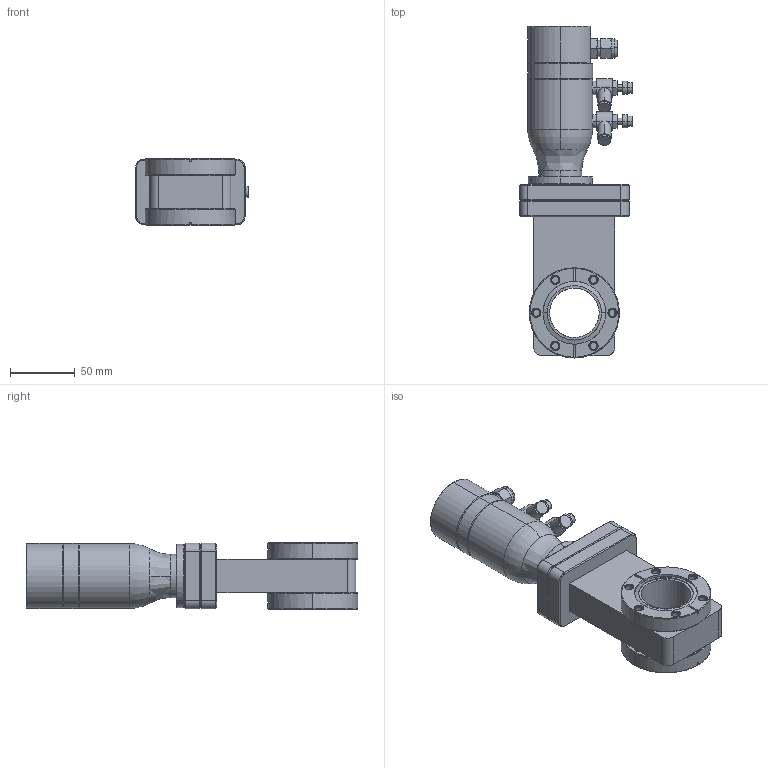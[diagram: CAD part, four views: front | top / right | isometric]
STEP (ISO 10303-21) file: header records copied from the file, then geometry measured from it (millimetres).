
FILE_DESCRIPTION (( 'STEP AP214' ), '1' );
FILE_NAME ('GVMP-S04642.STEP', '2022-09-16T20:03:38', ( '' ), ( '' ), 'SwSTEP 2.0', 'SolidWorks 2020', '' );
FILE_SCHEMA (( 'AUTOMOTIVE_DESIGN' ));
Length unit declared in the file: inch
Products named in the file (1): GVMP-S04642
Bounding box: 86.61 x 255.35 x 51.49 mm (x, y, z)
Surface area: 79023.7 mm2 (no closed solid volume)
Topology: 0 solids, 13 shells, 507 faces, 1264 edges, 824 vertices
Faces by surface type: plane 223, cylinder 165, cone 113, bspline 4, torus 2
Entity records: 20677 total; most frequent: CARTESIAN_POINT 9223, ORIENTED_EDGE 2480, DIRECTION 2090, EDGE_CURVE 1264, VERTEX_POINT 824, AXIS2_PLACEMENT_3D 782, EDGE_LOOP 582, LINE 526
